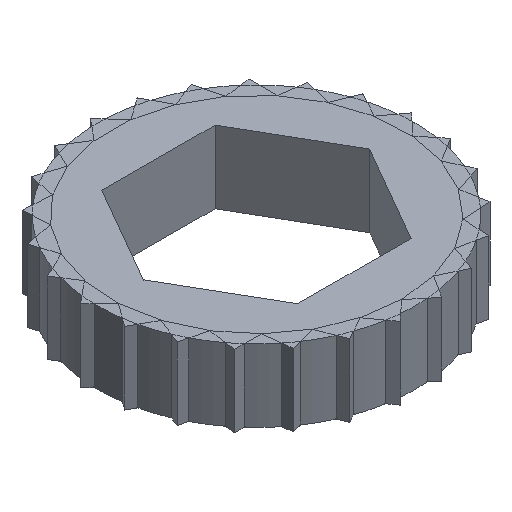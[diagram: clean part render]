
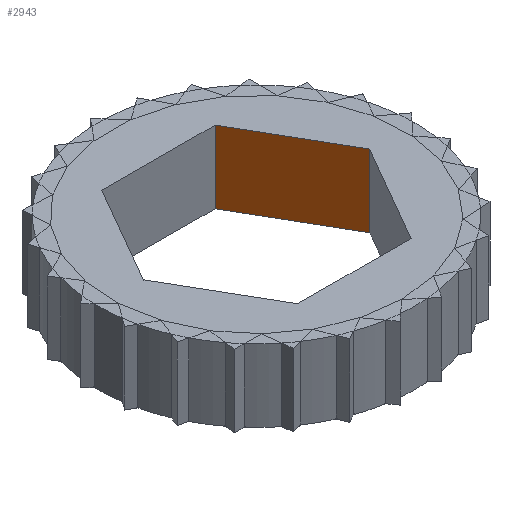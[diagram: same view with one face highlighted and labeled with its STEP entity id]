
A CAD part, isometric view. The second image highlights one B-rep face of the part: STEP entity #2943.
In plain terms, the highlighted planar face has unit normal (-0.866, -0.5, 0).
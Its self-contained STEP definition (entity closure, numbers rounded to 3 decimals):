
#953 = VERTEX_POINT('',#954);
#954 = CARTESIAN_POINT('',(1.25,2.165,0.));
#960 = EDGE_CURVE('',#961,#953,#963,.T.);
#961 = VERTEX_POINT('',#962);
#962 = CARTESIAN_POINT('',(2.5,0.,0.));
#963 = LINE('',#964,#965);
#964 = CARTESIAN_POINT('',(2.5,0.,0.));
#965 = VECTOR('',#966,1.);
#966 = DIRECTION('',(-0.5,0.866,0.));
#1520 = VERTEX_POINT('',#1521);
#1521 = CARTESIAN_POINT('',(1.25,2.165,1.6));
#1527 = EDGE_CURVE('',#1528,#1520,#1530,.T.);
#1528 = VERTEX_POINT('',#1529);
#1529 = CARTESIAN_POINT('',(2.5,0.,1.6));
#1530 = LINE('',#1531,#1532);
#1531 = CARTESIAN_POINT('',(2.5,0.,1.6));
#1532 = VECTOR('',#1533,1.);
#1533 = DIRECTION('',(-0.5,0.866,0.));
#2915 = EDGE_CURVE('',#961,#1528,#2916,.T.);
#2916 = LINE('',#2917,#2918);
#2917 = CARTESIAN_POINT('',(2.5,0.,0.));
#2918 = VECTOR('',#2919,1.);
#2919 = DIRECTION('',(0.,0.,1.));
#2943 = ADVANCED_FACE('',(#2944),#2955,.T.);
#2944 = FACE_BOUND('',#2945,.T.);
#2945 = EDGE_LOOP('',(#2946,#2947,#2948,#2954));
#2946 = ORIENTED_EDGE('',*,*,#2915,.T.);
#2947 = ORIENTED_EDGE('',*,*,#1527,.T.);
#2948 = ORIENTED_EDGE('',*,*,#2949,.F.);
#2949 = EDGE_CURVE('',#953,#1520,#2950,.T.);
#2950 = LINE('',#2951,#2952);
#2951 = CARTESIAN_POINT('',(1.25,2.165,0.));
#2952 = VECTOR('',#2953,1.);
#2953 = DIRECTION('',(0.,0.,1.));
#2954 = ORIENTED_EDGE('',*,*,#960,.F.);
#2955 = PLANE('',#2956);
#2956 = AXIS2_PLACEMENT_3D('',#2957,#2958,#2959);
#2957 = CARTESIAN_POINT('',(2.5,0.,0.));
#2958 = DIRECTION('',(-0.866,-0.5,0.));
#2959 = DIRECTION('',(-0.5,0.866,0.));
